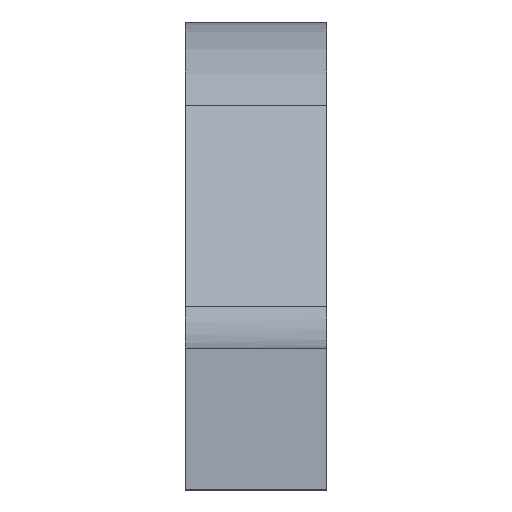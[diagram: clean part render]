
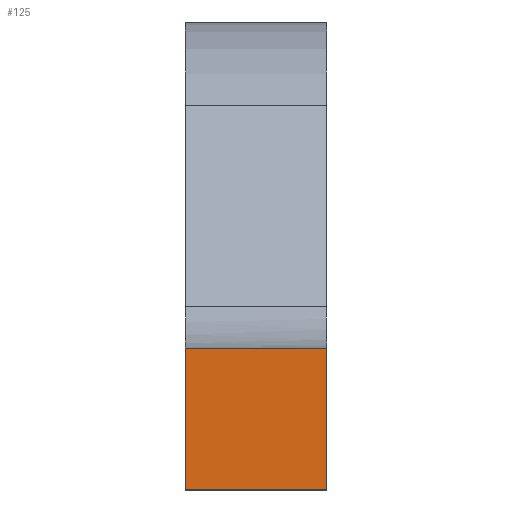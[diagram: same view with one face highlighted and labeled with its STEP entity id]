
A CAD part, front view. The second image highlights one B-rep face of the part: STEP entity #125.
In plain terms, the highlighted planar face has unit normal (0, -1, 0).
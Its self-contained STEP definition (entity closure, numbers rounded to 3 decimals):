
#22 = VERTEX_POINT('',#23);
#23 = CARTESIAN_POINT('',(242.056,285.613,
    317.196));
#31 = PLANE('',#32);
#32 = AXIS2_PLACEMENT_3D('',#33,#34,#35);
#33 = CARTESIAN_POINT('',(242.056,285.378,
    318.615));
#34 = DIRECTION('',(-1.,0.,0.));
#35 = DIRECTION('',(0.,0.,1.));
#42 = PLANE('',#43);
#43 = AXIS2_PLACEMENT_3D('',#44,#45,#46);
#44 = CARTESIAN_POINT('',(241.272,285.378,
    317.196));
#45 = DIRECTION('',(0.,0.,-1.));
#46 = DIRECTION('',(1.,0.,0.));
#53 = EDGE_CURVE('',#54,#22,#56,.T.);
#54 = VERTEX_POINT('',#55);
#55 = CARTESIAN_POINT('',(242.056,285.613,
    317.831));
#56 = SURFACE_CURVE('',#57,(#60,#66),.PCURVE_S1.);
#57 = B_SPLINE_CURVE_WITH_KNOTS('',1,(#58,#59),.UNSPECIFIED.,.F.,.F.,(2,
    2),(0.,0.635),.PIECEWISE_BEZIER_KNOTS.);
#58 = CARTESIAN_POINT('',(242.056,285.613,
    317.831));
#59 = CARTESIAN_POINT('',(242.056,285.613,
    317.196));
#60 = PCURVE('',#31,#61);
#61 = DEFINITIONAL_REPRESENTATION('',(#62),#65);
#62 = B_SPLINE_CURVE_WITH_KNOTS('',1,(#63,#64),.UNSPECIFIED.,.F.,.F.,(2,
    2),(0.,0.635),.PIECEWISE_BEZIER_KNOTS.);
#63 = CARTESIAN_POINT('',(-0.784,0.235));
#64 = CARTESIAN_POINT('',(-1.419,0.235));
#65 = ( GEOMETRIC_REPRESENTATION_CONTEXT(2) 
PARAMETRIC_REPRESENTATION_CONTEXT() REPRESENTATION_CONTEXT('2D SPACE',''
  ) );
#66 = PCURVE('',#67,#72);
#67 = PLANE('',#68);
#68 = AXIS2_PLACEMENT_3D('',#69,#70,#71);
#69 = CARTESIAN_POINT('',(243.474,285.613,
    316.413));
#70 = DIRECTION('',(0.,-1.,0.));
#71 = DIRECTION('',(1.,0.,0.));
#72 = DEFINITIONAL_REPRESENTATION('',(#73),#76);
#73 = B_SPLINE_CURVE_WITH_KNOTS('',1,(#74,#75),.UNSPECIFIED.,.F.,.F.,(2,
    2),(0.,0.635),.PIECEWISE_BEZIER_KNOTS.);
#74 = CARTESIAN_POINT('',(-1.419,1.419));
#75 = CARTESIAN_POINT('',(-1.419,0.784));
#76 = ( GEOMETRIC_REPRESENTATION_CONTEXT(2) 
PARAMETRIC_REPRESENTATION_CONTEXT() REPRESENTATION_CONTEXT('2D SPACE',''
  ) );
#92 = PLANE('',#93);
#93 = AXIS2_PLACEMENT_3D('',#94,#95,#96);
#94 = CARTESIAN_POINT('',(241.272,285.378,
    317.831));
#95 = DIRECTION('',(0.,0.,1.));
#96 = DIRECTION('',(-1.,0.,0.));
#125 = ADVANCED_FACE('',(#126),#67,.T.);
#126 = FACE_BOUND('',#127,.T.);
#127 = EDGE_LOOP('',(#128,#148,#173,#191));
#128 = ORIENTED_EDGE('',*,*,#129,.F.);
#129 = EDGE_CURVE('',#130,#22,#132,.T.);
#130 = VERTEX_POINT('',#131);
#131 = CARTESIAN_POINT('',(242.691,285.613,
    317.196));
#132 = SURFACE_CURVE('',#133,(#136,#142),.PCURVE_S1.);
#133 = B_SPLINE_CURVE_WITH_KNOTS('',1,(#134,#135),.UNSPECIFIED.,.F.,.F.,
  (2,2),(-0.635,0.),.PIECEWISE_BEZIER_KNOTS.);
#134 = CARTESIAN_POINT('',(242.691,285.613,
    317.196));
#135 = CARTESIAN_POINT('',(242.056,285.613,
    317.196));
#136 = PCURVE('',#67,#137);
#137 = DEFINITIONAL_REPRESENTATION('',(#138),#141);
#138 = B_SPLINE_CURVE_WITH_KNOTS('',1,(#139,#140),.UNSPECIFIED.,.F.,.F.,
  (2,2),(-0.635,0.),.PIECEWISE_BEZIER_KNOTS.);
#139 = CARTESIAN_POINT('',(-0.784,0.784));
#140 = CARTESIAN_POINT('',(-1.419,0.784));
#141 = ( GEOMETRIC_REPRESENTATION_CONTEXT(2) 
PARAMETRIC_REPRESENTATION_CONTEXT() REPRESENTATION_CONTEXT('2D SPACE',''
  ) );
#142 = PCURVE('',#42,#143);
#143 = DEFINITIONAL_REPRESENTATION('',(#144),#147);
#144 = B_SPLINE_CURVE_WITH_KNOTS('',1,(#145,#146),.UNSPECIFIED.,.F.,.F.,
  (2,2),(-0.635,0.),.PIECEWISE_BEZIER_KNOTS.);
#145 = CARTESIAN_POINT('',(1.419,-0.235));
#146 = CARTESIAN_POINT('',(0.784,-0.235));
#147 = ( GEOMETRIC_REPRESENTATION_CONTEXT(2) 
PARAMETRIC_REPRESENTATION_CONTEXT() REPRESENTATION_CONTEXT('2D SPACE',''
  ) );
#148 = ORIENTED_EDGE('',*,*,#149,.F.);
#149 = EDGE_CURVE('',#150,#130,#152,.T.);
#150 = VERTEX_POINT('',#151);
#151 = CARTESIAN_POINT('',(242.691,285.613,
    317.831));
#152 = SURFACE_CURVE('',#153,(#156,#162),.PCURVE_S1.);
#153 = B_SPLINE_CURVE_WITH_KNOTS('',1,(#154,#155),.UNSPECIFIED.,.F.,.F.,
  (2,2),(0.,0.635),.PIECEWISE_BEZIER_KNOTS.);
#154 = CARTESIAN_POINT('',(242.691,285.613,
    317.831));
#155 = CARTESIAN_POINT('',(242.691,285.613,
    317.196));
#156 = PCURVE('',#67,#157);
#157 = DEFINITIONAL_REPRESENTATION('',(#158),#161);
#158 = B_SPLINE_CURVE_WITH_KNOTS('',1,(#159,#160),.UNSPECIFIED.,.F.,.F.,
  (2,2),(0.,0.635),.PIECEWISE_BEZIER_KNOTS.);
#159 = CARTESIAN_POINT('',(-0.784,1.419));
#160 = CARTESIAN_POINT('',(-0.784,0.784));
#161 = ( GEOMETRIC_REPRESENTATION_CONTEXT(2) 
PARAMETRIC_REPRESENTATION_CONTEXT() REPRESENTATION_CONTEXT('2D SPACE',''
  ) );
#162 = PCURVE('',#163,#168);
#163 = PLANE('',#164);
#164 = AXIS2_PLACEMENT_3D('',#165,#166,#167);
#165 = CARTESIAN_POINT('',(242.691,285.378,
    318.615));
#166 = DIRECTION('',(1.,0.,0.));
#167 = DIRECTION('',(0.,0.,-1.));
#168 = DEFINITIONAL_REPRESENTATION('',(#169),#172);
#169 = B_SPLINE_CURVE_WITH_KNOTS('',1,(#170,#171),.UNSPECIFIED.,.F.,.F.,
  (2,2),(0.,0.635),.PIECEWISE_BEZIER_KNOTS.);
#170 = CARTESIAN_POINT('',(0.784,0.235));
#171 = CARTESIAN_POINT('',(1.419,0.235));
#172 = ( GEOMETRIC_REPRESENTATION_CONTEXT(2) 
PARAMETRIC_REPRESENTATION_CONTEXT() REPRESENTATION_CONTEXT('2D SPACE',''
  ) );
#173 = ORIENTED_EDGE('',*,*,#174,.F.);
#174 = EDGE_CURVE('',#54,#150,#175,.T.);
#175 = SURFACE_CURVE('',#176,(#179,#185),.PCURVE_S1.);
#176 = B_SPLINE_CURVE_WITH_KNOTS('',1,(#177,#178),.UNSPECIFIED.,.F.,.F.,
  (2,2),(0.,0.635),.PIECEWISE_BEZIER_KNOTS.);
#177 = CARTESIAN_POINT('',(242.056,285.613,
    317.831));
#178 = CARTESIAN_POINT('',(242.691,285.613,
    317.831));
#179 = PCURVE('',#67,#180);
#180 = DEFINITIONAL_REPRESENTATION('',(#181),#184);
#181 = B_SPLINE_CURVE_WITH_KNOTS('',1,(#182,#183),.UNSPECIFIED.,.F.,.F.,
  (2,2),(0.,0.635),.PIECEWISE_BEZIER_KNOTS.);
#182 = CARTESIAN_POINT('',(-1.419,1.419));
#183 = CARTESIAN_POINT('',(-0.784,1.419));
#184 = ( GEOMETRIC_REPRESENTATION_CONTEXT(2) 
PARAMETRIC_REPRESENTATION_CONTEXT() REPRESENTATION_CONTEXT('2D SPACE',''
  ) );
#185 = PCURVE('',#92,#186);
#186 = DEFINITIONAL_REPRESENTATION('',(#187),#190);
#187 = B_SPLINE_CURVE_WITH_KNOTS('',1,(#188,#189),.UNSPECIFIED.,.F.,.F.,
  (2,2),(0.,0.635),.PIECEWISE_BEZIER_KNOTS.);
#188 = CARTESIAN_POINT('',(-0.784,-0.235));
#189 = CARTESIAN_POINT('',(-1.419,-0.235));
#190 = ( GEOMETRIC_REPRESENTATION_CONTEXT(2) 
PARAMETRIC_REPRESENTATION_CONTEXT() REPRESENTATION_CONTEXT('2D SPACE',''
  ) );
#191 = ORIENTED_EDGE('',*,*,#53,.T.);
